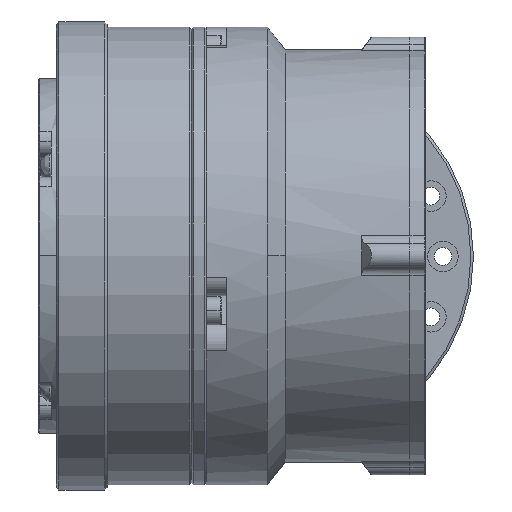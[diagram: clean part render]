
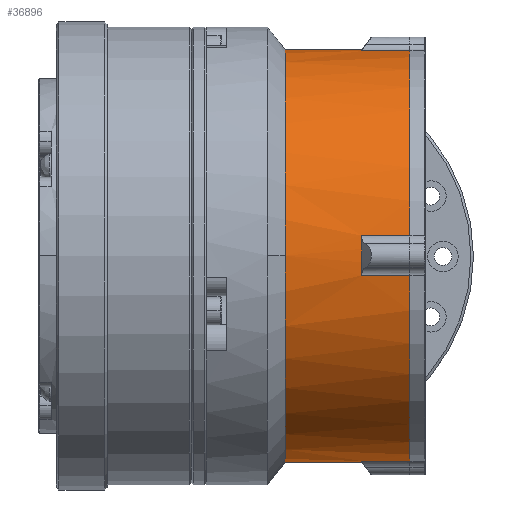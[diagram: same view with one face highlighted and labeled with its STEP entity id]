
A CAD part, top view. The second image highlights one B-rep face of the part: STEP entity #36896.
In plain terms, the highlighted cylindrical face has radius 40.5 mm (diameter 81 mm), a partial arc.
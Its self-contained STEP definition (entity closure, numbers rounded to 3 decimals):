
#271 = CARTESIAN_POINT ( 'NONE',  ( 40.5, 0., -17. ) ) ;
#633 = CARTESIAN_POINT ( 'NONE',  ( 0., 0., -32. ) ) ;
#1240 = VERTEX_POINT ( 'NONE', #34258 ) ;
#1447 = ORIENTED_EDGE ( 'NONE', *, *, #31760, .T. ) ;
#1774 = LINE ( 'NONE', #25494, #32483 ) ;
#2152 = CIRCLE ( 'NONE', #7170, 40.5 ) ;
#2554 = AXIS2_PLACEMENT_3D ( 'NONE', #23169, #26294, #38463 ) ;
#4232 = VERTEX_POINT ( 'NONE', #18958 ) ;
#4730 = LINE ( 'NONE', #19248, #5948 ) ;
#5242 = EDGE_CURVE ( 'NONE', #1240, #4232, #4730, .T. ) ;
#5948 = VECTOR ( 'NONE', #25706, 1000. ) ;
#6486 = AXIS2_PLACEMENT_3D ( 'NONE', #16405, #37381, #10506 ) ;
#6584 = VECTOR ( 'NONE', #30886, 1000. ) ;
#6824 = CIRCLE ( 'NONE', #38150, 40.5 ) ;
#7170 = AXIS2_PLACEMENT_3D ( 'NONE', #633, #15732, #33763 ) ;
#7497 = CIRCLE ( 'NONE', #34460, 40.5 ) ;
#7503 = EDGE_CURVE ( 'NONE', #29201, #9324, #27933, .T. ) ;
#7788 = CARTESIAN_POINT ( 'NONE',  ( 3.93, 40.309, -41.5 ) ) ;
#8101 = VECTOR ( 'NONE', #26970, 1000. ) ;
#8339 = DIRECTION ( 'NONE',  ( 0., 0., 1. ) ) ;
#9324 = VERTEX_POINT ( 'NONE', #7788 ) ;
#9378 = AXIS2_PLACEMENT_3D ( 'NONE', #13167, #25130, #10225 ) ;
#9454 = ORIENTED_EDGE ( 'NONE', *, *, #28748, .T. ) ;
#10099 = CARTESIAN_POINT ( 'NONE',  ( 3.93, 40.309, 0. ) ) ;
#10225 = DIRECTION ( 'NONE',  ( 0., -1., 0. ) ) ;
#10506 = DIRECTION ( 'NONE',  ( 0., -1., 0. ) ) ;
#11233 = ORIENTED_EDGE ( 'NONE', *, *, #5242, .F. ) ;
#11328 = CARTESIAN_POINT ( 'NONE',  ( 0., 40.5, 0. ) ) ;
#12080 = CARTESIAN_POINT ( 'NONE',  ( 3.93, -40.309, 0. ) ) ;
#12105 = VERTEX_POINT ( 'NONE', #19140 ) ;
#12479 = CARTESIAN_POINT ( 'NONE',  ( 0., 0., -41.5 ) ) ;
#12896 = EDGE_CURVE ( 'NONE', #29139, #17332, #22218, .T. ) ;
#13167 = CARTESIAN_POINT ( 'NONE',  ( 0., 0., -32. ) ) ;
#13356 = CARTESIAN_POINT ( 'NONE',  ( 0., 0., -17. ) ) ;
#14118 = DIRECTION ( 'NONE',  ( 0., -1., 0. ) ) ;
#14537 = VERTEX_POINT ( 'NONE', #34276 ) ;
#15732 = DIRECTION ( 'NONE',  ( 0., 0., 1. ) ) ;
#16166 = CARTESIAN_POINT ( 'NONE',  ( 40.309, -3.93, -41.5 ) ) ;
#16405 = CARTESIAN_POINT ( 'NONE',  ( 0., 0., 0. ) ) ;
#17332 = VERTEX_POINT ( 'NONE', #26773 ) ;
#17410 = DIRECTION ( 'NONE',  ( 0., 0., 1. ) ) ;
#18958 = CARTESIAN_POINT ( 'NONE',  ( 0., -40.5, -17. ) ) ;
#19140 = CARTESIAN_POINT ( 'NONE',  ( 40.309, -3.93, -32. ) ) ;
#19248 = CARTESIAN_POINT ( 'NONE',  ( 0., -40.5, 0. ) ) ;
#19331 = FACE_OUTER_BOUND ( 'NONE', #29854, .T. ) ;
#19428 = VECTOR ( 'NONE', #37500, 1000. ) ;
#20017 = EDGE_CURVE ( 'NONE', #12105, #14537, #21305, .T. ) ;
#21305 = CIRCLE ( 'NONE', #9378, 40.5 ) ;
#21576 = CARTESIAN_POINT ( 'NONE',  ( 3.93, -40.309, -32. ) ) ;
#22218 = LINE ( 'NONE', #12080, #8101 ) ;
#22362 = DIRECTION ( 'NONE',  ( 0., 0., -1. ) ) ;
#22621 = CIRCLE ( 'NONE', #37663, 40.5 ) ;
#22932 = CARTESIAN_POINT ( 'NONE',  ( 40.309, 3.93, -41.5 ) ) ;
#23169 = CARTESIAN_POINT ( 'NONE',  ( 0., 0., -17. ) ) ;
#23221 = ORIENTED_EDGE ( 'NONE', *, *, #20017, .T. ) ;
#23423 = VERTEX_POINT ( 'NONE', #16166 ) ;
#23590 = ORIENTED_EDGE ( 'NONE', *, *, #7503, .T. ) ;
#24145 = EDGE_CURVE ( 'NONE', #9324, #38105, #33627, .T. ) ;
#24447 = DIRECTION ( 'NONE',  ( 0., 0., 1. ) ) ;
#24879 = DIRECTION ( 'NONE',  ( 0., -1., 0. ) ) ;
#25086 = DIRECTION ( 'NONE',  ( 0., 0., 1. ) ) ;
#25095 = CIRCLE ( 'NONE', #2554, 40.5 ) ;
#25130 = DIRECTION ( 'NONE',  ( 0., 0., 1. ) ) ;
#25361 = ORIENTED_EDGE ( 'NONE', *, *, #28933, .T. ) ;
#25494 = CARTESIAN_POINT ( 'NONE',  ( 40.309, -3.93, 0. ) ) ;
#25706 = DIRECTION ( 'NONE',  ( 0., 0., 1. ) ) ;
#25814 = ORIENTED_EDGE ( 'NONE', *, *, #24145, .T. ) ;
#26059 = VERTEX_POINT ( 'NONE', #271 ) ;
#26142 = CARTESIAN_POINT ( 'NONE',  ( 0., 40.5, -17. ) ) ;
#26294 = DIRECTION ( 'NONE',  ( 0., 0., -1. ) ) ;
#26773 = CARTESIAN_POINT ( 'NONE',  ( 3.93, -40.309, -41.5 ) ) ;
#26970 = DIRECTION ( 'NONE',  ( 0., 0., -1. ) ) ;
#27279 = AXIS2_PLACEMENT_3D ( 'NONE', #12479, #24447, #36412 ) ;
#27933 = CIRCLE ( 'NONE', #27279, 40.5 ) ;
#28748 = EDGE_CURVE ( 'NONE', #14537, #29201, #30842, .T. ) ;
#28933 = EDGE_CURVE ( 'NONE', #35744, #26059, #25095, .T. ) ;
#29139 = VERTEX_POINT ( 'NONE', #21576 ) ;
#29201 = VERTEX_POINT ( 'NONE', #22932 ) ;
#29299 = DIRECTION ( 'NONE',  ( 0., -1., 0. ) ) ;
#29854 = EDGE_LOOP ( 'NONE', ( #38652, #34517, #25361, #32283, #11233, #1447, #38677, #31074, #30394, #23221, #9454, #23590, #25814 ) ) ;
#30394 = ORIENTED_EDGE ( 'NONE', *, *, #31550, .T. ) ;
#30425 = EDGE_CURVE ( 'NONE', #26059, #4232, #22621, .T. ) ;
#30735 = VERTEX_POINT ( 'NONE', #37810 ) ;
#30842 = LINE ( 'NONE', #36923, #19428 ) ;
#30886 = DIRECTION ( 'NONE',  ( 0., 0., 1. ) ) ;
#31074 = ORIENTED_EDGE ( 'NONE', *, *, #32512, .T. ) ;
#31293 = CYLINDRICAL_SURFACE ( 'NONE', #6486, 40.5 ) ;
#31550 = EDGE_CURVE ( 'NONE', #23423, #12105, #1774, .T. ) ;
#31760 = EDGE_CURVE ( 'NONE', #1240, #29139, #6824, .T. ) ;
#32283 = ORIENTED_EDGE ( 'NONE', *, *, #30425, .T. ) ;
#32454 = VECTOR ( 'NONE', #17410, 1000. ) ;
#32483 = VECTOR ( 'NONE', #34328, 1000. ) ;
#32512 = EDGE_CURVE ( 'NONE', #17332, #23423, #7497, .T. ) ;
#32834 = CARTESIAN_POINT ( 'NONE',  ( 0., 0., -41.5 ) ) ;
#32838 = CARTESIAN_POINT ( 'NONE',  ( 3.93, 40.309, -32. ) ) ;
#33627 = LINE ( 'NONE', #10099, #6584 ) ;
#33763 = DIRECTION ( 'NONE',  ( 0., -1., 0. ) ) ;
#34258 = CARTESIAN_POINT ( 'NONE',  ( 0., -40.5, -32. ) ) ;
#34276 = CARTESIAN_POINT ( 'NONE',  ( 40.309, 3.93, -32. ) ) ;
#34328 = DIRECTION ( 'NONE',  ( 0., 0., 1. ) ) ;
#34460 = AXIS2_PLACEMENT_3D ( 'NONE', #32834, #8339, #29299 ) ;
#34517 = ORIENTED_EDGE ( 'NONE', *, *, #37870, .T. ) ;
#35255 = LINE ( 'NONE', #11328, #32454 ) ;
#35744 = VERTEX_POINT ( 'NONE', #26142 ) ;
#36412 = DIRECTION ( 'NONE',  ( 0., -1., 0. ) ) ;
#36843 = CARTESIAN_POINT ( 'NONE',  ( 0., 0., -32. ) ) ;
#36896 = ADVANCED_FACE ( 'NONE', ( #19331 ), #31293, .T. ) ;
#36923 = CARTESIAN_POINT ( 'NONE',  ( 40.309, 3.93, 0. ) ) ;
#37381 = DIRECTION ( 'NONE',  ( 0., 0., 1. ) ) ;
#37500 = DIRECTION ( 'NONE',  ( 0., 0., -1. ) ) ;
#37663 = AXIS2_PLACEMENT_3D ( 'NONE', #13356, #22362, #14118 ) ;
#37810 = CARTESIAN_POINT ( 'NONE',  ( 0., 40.5, -32. ) ) ;
#37870 = EDGE_CURVE ( 'NONE', #30735, #35744, #35255, .T. ) ;
#38105 = VERTEX_POINT ( 'NONE', #32838 ) ;
#38150 = AXIS2_PLACEMENT_3D ( 'NONE', #36843, #25086, #24879 ) ;
#38463 = DIRECTION ( 'NONE',  ( 0., -1., 0. ) ) ;
#38652 = ORIENTED_EDGE ( 'NONE', *, *, #38662, .T. ) ;
#38662 = EDGE_CURVE ( 'NONE', #38105, #30735, #2152, .T. ) ;
#38677 = ORIENTED_EDGE ( 'NONE', *, *, #12896, .T. ) ;
